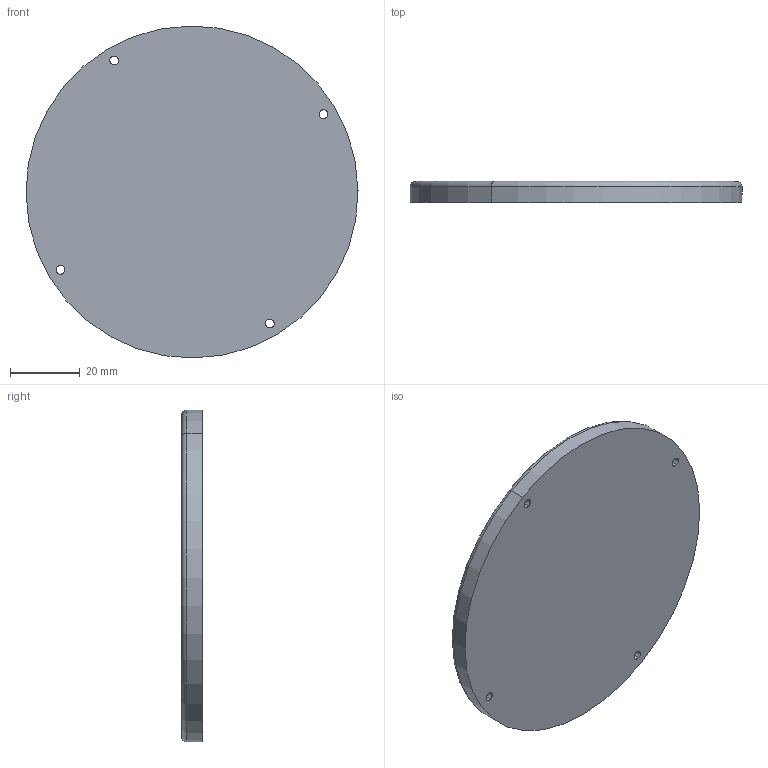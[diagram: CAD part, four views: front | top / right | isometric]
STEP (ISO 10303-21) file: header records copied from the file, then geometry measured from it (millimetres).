
FILE_DESCRIPTION (( 'STEP AP203' ), '1' );
FILE_NAME ('M_C_L_2.STEP', '2025-12-04T09:13:50', ( '' ), ( '' ), 'SwSTEP 2.0', 'SolidWorks 2022', '' );
FILE_SCHEMA (( 'CONFIG_CONTROL_DESIGN' ));
Length unit declared in the file: millimetre
Products named in the file (1): M_C_L_2
Bounding box: 95 x 6 x 95 mm (x, y, z)
Volume: 42268.4 mm3; surface area: 15923.2 mm2
Topology: 1 solids, 1 shells, 14 faces, 34 edges, 22 vertices
Faces by surface type: cylinder 10, torus 2, plane 2
Entity records: 519 total; most frequent: DIRECTION 88, CARTESIAN_POINT 71, ORIENTED_EDGE 68, AXIS2_PLACEMENT_3D 39, EDGE_CURVE 34, CIRCLE 24, EDGE_LOOP 22, VERTEX_POINT 22
